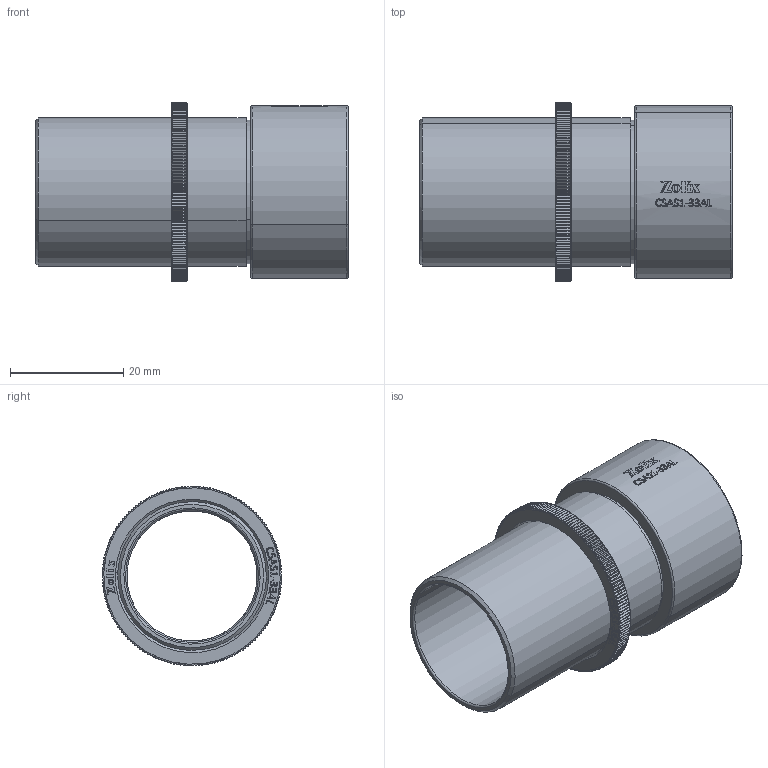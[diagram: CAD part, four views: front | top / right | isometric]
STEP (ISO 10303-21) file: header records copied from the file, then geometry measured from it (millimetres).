
FILE_DESCRIPTION (( 'STEP AP203' ), '1' );
FILE_NAME ('CSAS1-33AL.STEP', '2025-09-02T08:26:41', ( '' ), ( '' ), 'SwSTEP 2.0', 'SolidWorks 2020', '' );
FILE_SCHEMA (( 'CONFIG_CONTROL_DESIGN' ));
Length unit declared in the file: millimetre
Products named in the file (1): CSAS1-33AL
Bounding box: 55.3 x 31.8 x 31.8 mm (x, y, z)
Volume: 8305 mm3; surface area: 11256 mm2
Topology: 3 solids, 3 shells, 1239 faces, 3534 edges, 2348 vertices
Faces by surface type: plane 641, bspline 346, cylinder 224, cone 18, torus 10
Entity records: 61435 total; most frequent: CARTESIAN_POINT 33004, ORIENTED_EDGE 7068, DIRECTION 4080, EDGE_CURVE 3534, VERTEX_POINT 2348, B_SPLINE_CURVE_WITH_KNOTS 1708, AXIS2_PLACEMENT_3D 1360, VECTOR 1360
